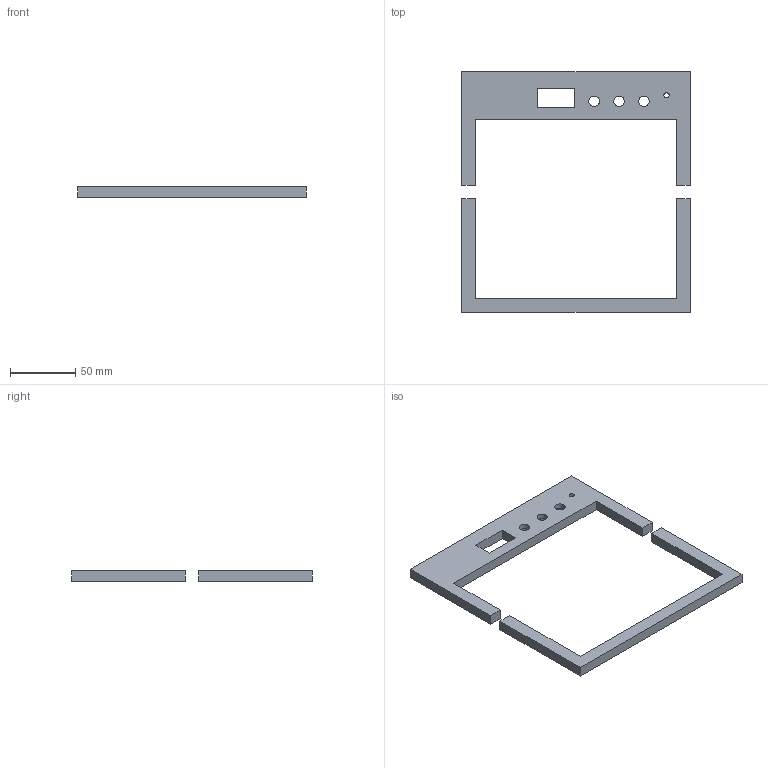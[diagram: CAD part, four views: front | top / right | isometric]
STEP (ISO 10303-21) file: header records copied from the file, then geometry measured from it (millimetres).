
FILE_DESCRIPTION(/* description */ (''),/* implementation_level */ '2;1');
FILE_NAME(/* name */ 'Face v3.step',/* time_stamp */ '2022-04-27T21:26:53-04:00',/* author */ (''),/* organization */ (''),/* preprocessor_version */ 'ST-DEVELOPER v18.1',/* originating_system */ 'Autodesk Translation Framework v10.14.0.1471',/* authorisation */ '');
FILE_SCHEMA (('AUTOMOTIVE_DESIGN { 1 0 10303 214 3 1 1 }'));
Length unit declared in the file: millimetre
Products named in the file (1): Face
Bounding box: 174.75 x 184.24 x 8 mm (x, y, z)
Volume: 81943.3 mm3; surface area: 32723.8 mm2
Topology: 2 solids, 2 shells, 34 faces, 81 edges, 54 vertices
Faces by surface type: plane 27, cylinder 7
Full cylindrical faces by diameter (mm): 4 x1, 8 x3, 13 x3
Entity records: 1031 total; most frequent: CARTESIAN_POINT 170, DIRECTION 165, ORIENTED_EDGE 162, EDGE_CURVE 81, LINE 67, VECTOR 67, VERTEX_POINT 54, AXIS2_PLACEMENT_3D 49
